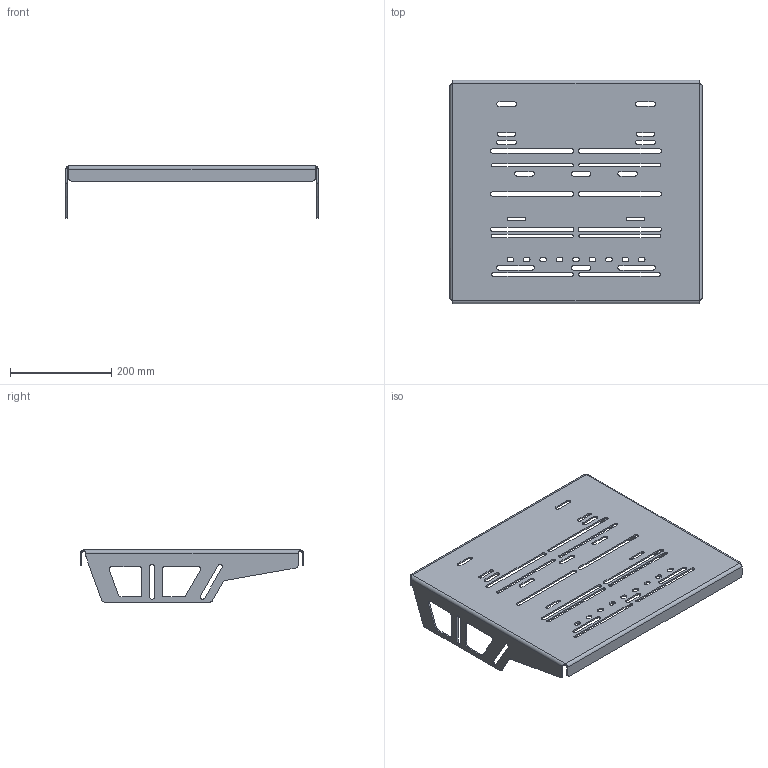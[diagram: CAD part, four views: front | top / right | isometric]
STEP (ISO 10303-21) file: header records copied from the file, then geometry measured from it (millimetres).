
FILE_DESCRIPTION (( 'STEP AP214' ), '1' );
FILE_NAME ('A845 Óíèâåðñàëüíàÿ ïëèòà äëÿ óñòàíîâêè ïåäàëåé.STEP', '2025-06-16T08:49:08', ( '' ), ( '' ), 'SwSTEP 2.0', 'SolidWorks 2025', '' );
FILE_SCHEMA (( 'AUTOMOTIVE_DESIGN' ));
Length unit declared in the file: millimetre
Products named in the file (1): A845 Универсальная плита для установки педалей
Bounding box: 499.04 x 441.97 x 103.01 mm (x, y, z)
Volume: 806376.5 mm3; surface area: 566507.8 mm2
Topology: 1 solids, 1 shells, 296 faces, 850 edges, 556 vertices
Faces by surface type: cylinder 164, plane 128, bspline 4
Entity records: 10029 total; most frequent: CARTESIAN_POINT 1819, DIRECTION 1740, ORIENTED_EDGE 1700, EDGE_CURVE 850, AXIS2_PLACEMENT_3D 613, VERTEX_POINT 556, VECTOR 514, LINE 514
